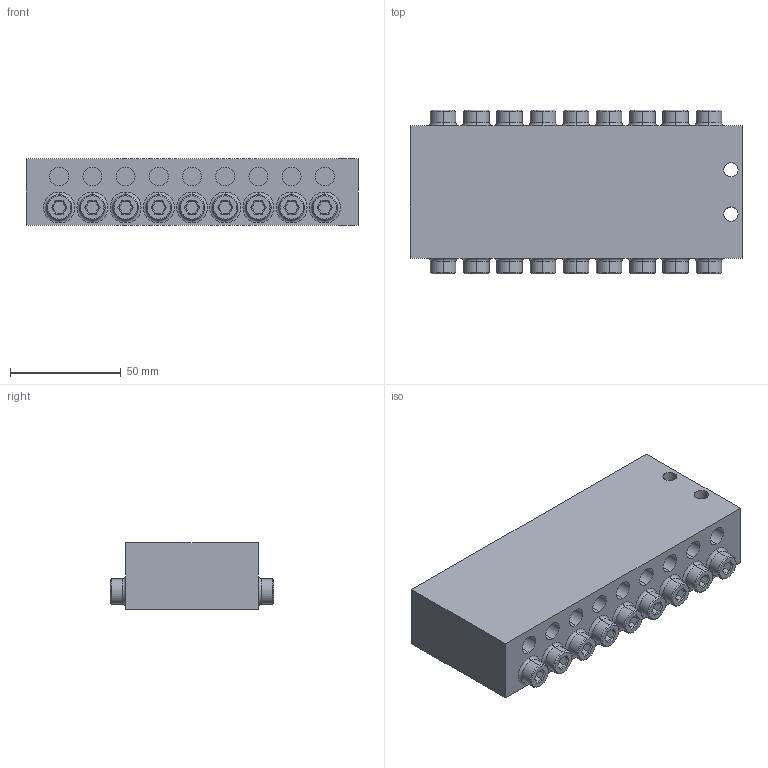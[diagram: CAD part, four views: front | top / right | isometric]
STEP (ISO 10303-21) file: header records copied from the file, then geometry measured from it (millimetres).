
FILE_DESCRIPTION (( 'STEP AP203' ), '1' );
FILE_NAME ('ASV18.STEP', '2020-04-18T01:42:28', ( '个人用户' ), ( '微软中国' ), 'SwSTEP 2.0', 'SolidWorks 2018', '' );
FILE_SCHEMA (( 'CONFIG_CONTROL_DESIGN' ));
Length unit declared in the file: millimetre
Products named in the file (1): ASV18
Bounding box: 150 x 74 x 30 mm (x, y, z)
Volume: 264465.2 mm3; surface area: 44135 mm2
Topology: 1 solids, 1 shells, 430 faces, 936 edges, 564 vertices
Faces by surface type: plane 278, cylinder 80, cone 36, torus 36
Entity records: 11593 total; most frequent: DIRECTION 2066, CARTESIAN_POINT 1931, ORIENTED_EDGE 1872, EDGE_CURVE 936, AXIS2_PLACEMENT_3D 699, LINE 668, VECTOR 668, VERTEX_POINT 564
